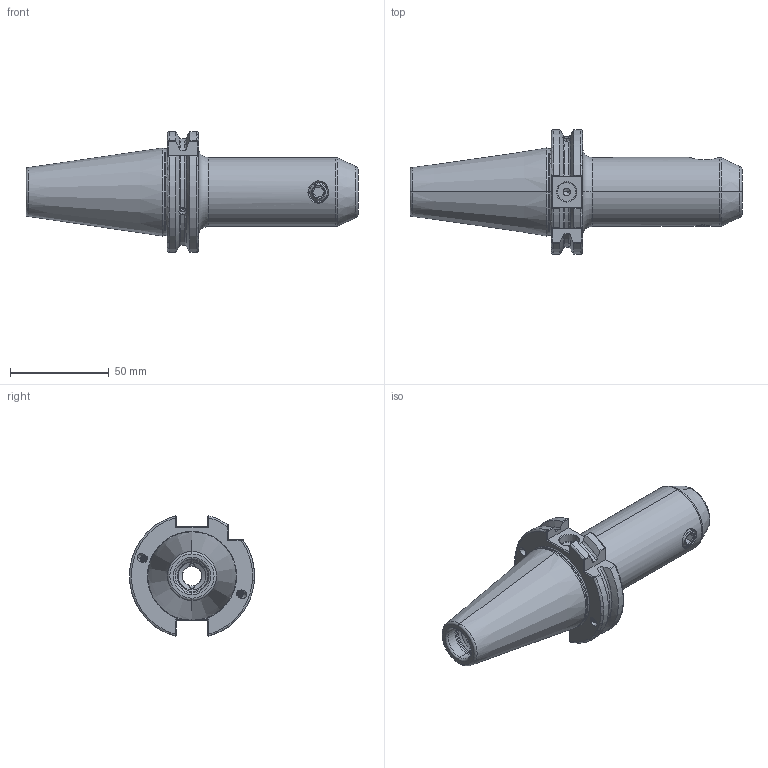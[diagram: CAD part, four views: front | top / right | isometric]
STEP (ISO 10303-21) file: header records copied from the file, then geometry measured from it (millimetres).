
FILE_DESCRIPTION (( 'STEP AP203' ), '1' );
FILE_NAME ('403.04.10.1.K.STEP', '2016-11-25T08:11:09', ( '' ), ( '' ), 'SwSTEP 2.0', 'SolidWorks 2012', '' );
FILE_SCHEMA (( 'CONFIG_CONTROL_DESIGN' ));
Length unit declared in the file: millimetre
Products named in the file (4): 側固10_M10x1.5_12L; 403.04.10.1.K; 2-02511003U1_d9.8x2.4(側固出水10)
Assembly tree (3 placements, depth 2):
  403.04.10.1.K
    403.04.10.1.K
    2-02511003U1_d9.8x2.4(側固出水10)
    側固10_M10x1.5_12L
Bounding box: 168.4 x 63.33 x 61.24 mm (x, y, z)
Volume: 162960 mm3; surface area: 35427.3 mm2
Topology: 3 solids, 3 shells, 357 faces, 981 edges, 617 vertices
Faces by surface type: cylinder 157, plane 62, torus 50, cone 45, bspline 41, sphere 2
Entity records: 27653 total; most frequent: CARTESIAN_POINT 19370, ORIENTED_EDGE 1930, DIRECTION 1334, EDGE_CURVE 965, VERTEX_POINT 617, AXIS2_PLACEMENT_3D 529, EDGE_LOOP 374, ADVANCED_FACE 357
